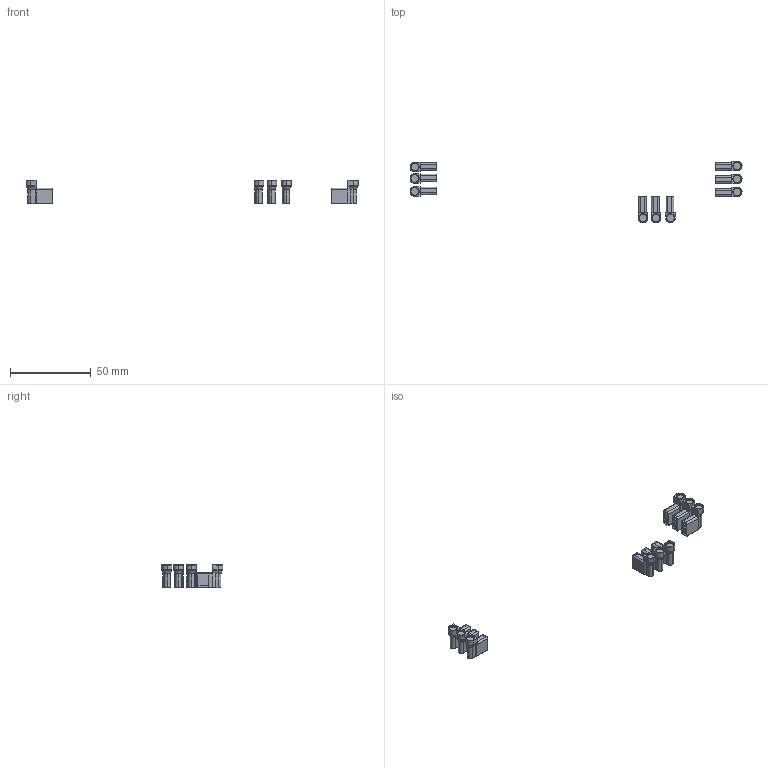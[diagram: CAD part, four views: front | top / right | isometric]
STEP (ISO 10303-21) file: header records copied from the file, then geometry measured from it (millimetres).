
FILE_DESCRIPTION(('CATIA V6 STEP','CAx-IF Rec.Pracs.--- Model Styling and Organization---1.2---2011-12-15'),'2;1');
FILE_NAME('Connecteurs.stp','2020-08-02T15:50:40+00:00',('NewPDM'),('Renault'),'CATIA Unofficial Packaging Version','DASSAULT SYSTEMES CATIA V6 STEP AP214','none');
FILE_SCHEMA(('AUTOMOTIVE_DESIGN { 1 0 10303 214 1 1 1 1 }'));
Products named in the file (1): OCIM07AJPB
Bounding box: 205.05 x 38.09 x 14.73 mm (x, y, z)
Surface area: 8406.2 mm2 (no closed solid volume)
Topology: 0 solids, 18 shells, 837 faces, 2259 edges, 1458 vertices
Faces by surface type: bspline 837
Entity records: 36026 total; most frequent: CARTESIAN_POINT 22628, ORIENTED_EDGE 4464, EDGE_CURVE 2259, B_SPLINE_CURVE_WITH_KNOTS 2142, VERTEX_POINT 1458, EDGE_LOOP 855, ADVANCED_FACE 837, FACE_OUTER_BOUND 837
